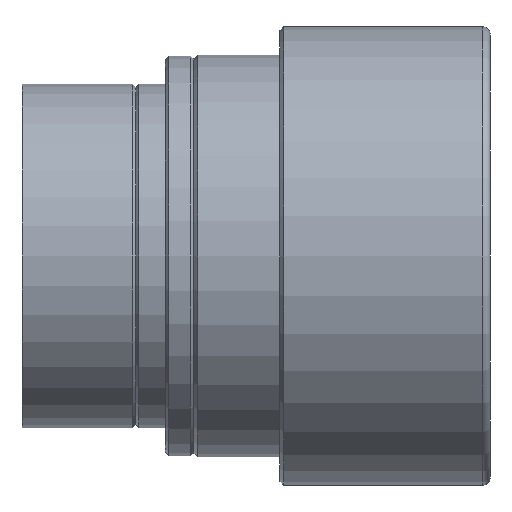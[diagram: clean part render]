
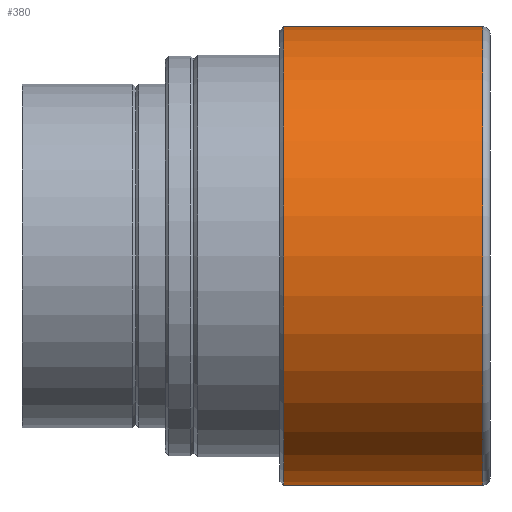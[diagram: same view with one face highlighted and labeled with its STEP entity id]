
A CAD part, front view. The second image highlights one B-rep face of the part: STEP entity #380.
In plain terms, the highlighted cylindrical face has radius 50.8 mm (diameter 101.6 mm), a full revolution.
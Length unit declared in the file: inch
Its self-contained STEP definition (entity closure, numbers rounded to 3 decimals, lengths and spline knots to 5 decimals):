
#165=CARTESIAN_POINT('',(-0.3367,2.64716,-0.35938));
#166=VERTEX_POINT('',#165);
#167=CARTESIAN_POINT('',(-0.3367,2.64716,-0.35938));
#168=CARTESIAN_POINT('',(-0.29147,2.64716,-0.35938));
#169=CARTESIAN_POINT('',(-0.24329,2.64888,-0.35032));
#170=CARTESIAN_POINT('',(-0.15478,2.65506,-0.31361));
#171=CARTESIAN_POINT('',(-0.11443,2.65942,-0.28597));
#172=CARTESIAN_POINT('',(-0.05073,2.66758,-0.22227));
#173=CARTESIAN_POINT('',(-0.02309,2.67191,-0.18192));
#174=CARTESIAN_POINT('',(0.01362,2.67802,-0.09341));
#175=CARTESIAN_POINT('',(0.02268,2.67971,-0.04523));
#176=CARTESIAN_POINT('',(0.02268,2.67971,0.04523));
#177=CARTESIAN_POINT('',(0.01362,2.67802,0.09341));
#178=CARTESIAN_POINT('',(-0.02309,2.67191,0.18192));
#179=CARTESIAN_POINT('',(-0.05073,2.66758,0.22227));
#180=CARTESIAN_POINT('',(-0.11443,2.65942,0.28597));
#181=CARTESIAN_POINT('',(-0.15478,2.65506,0.31361));
#182=CARTESIAN_POINT('',(-0.24329,2.64888,0.35032));
#183=CARTESIAN_POINT('',(-0.29147,2.64716,0.35938));
#184=CARTESIAN_POINT('',(-0.38193,2.64716,0.35938));
#185=CARTESIAN_POINT('',(-0.4301,2.64888,0.35032));
#186=CARTESIAN_POINT('',(-0.51862,2.65506,0.31361));
#187=CARTESIAN_POINT('',(-0.55896,2.65942,0.28597));
#188=CARTESIAN_POINT('',(-0.62267,2.66758,0.22227));
#189=CARTESIAN_POINT('',(-0.65031,2.67191,0.18192));
#190=CARTESIAN_POINT('',(-0.68701,2.67802,0.09341));
#191=CARTESIAN_POINT('',(-0.69607,2.67971,0.04523));
#192=CARTESIAN_POINT('',(-0.69607,2.67971,-0.04523));
#193=CARTESIAN_POINT('',(-0.68701,2.67802,-0.09341));
#194=CARTESIAN_POINT('',(-0.65031,2.67191,-0.18192));
#195=CARTESIAN_POINT('',(-0.62267,2.66758,-0.22227));
#196=CARTESIAN_POINT('',(-0.55896,2.65942,-0.28597));
#197=CARTESIAN_POINT('',(-0.51862,2.65506,-0.31361));
#198=CARTESIAN_POINT('',(-0.4301,2.64888,-0.35032));
#199=CARTESIAN_POINT('',(-0.38193,2.64716,-0.35938));
#200=CARTESIAN_POINT('',(-0.3367,2.64716,-0.35938));
#201=B_SPLINE_CURVE_WITH_KNOTS('',3,(#167,#168,#169,#170,#171,#172,#173,#174,#175,#176,#177,#178,#179,#180,#181,#182,#183,#184,#185,#186,#187,#188,#189,#190,#191,#192,#193,#194,#195,#196,#197,#198,#199,#200),.UNSPECIFIED.,.T.,.U.,(4,2,2,2,2,2,2,2,2,2,2,2,2,2,2,2,4),(0.0,0.34466,0.68931,1.03396,1.3786,1.72324,2.06789,2.41255,2.7572,3.10186,3.44651,3.79116,4.1358,4.48045,4.82509,5.16975,5.5144),.UNSPECIFIED.);
#202=EDGE_CURVE('',#166,#166,#201,.T.);
#343=CARTESIAN_POINT('',(-0.91482,2.67971,0.0));
#344=VERTEX_POINT('',#343);
#345=CARTESIAN_POINT('',(-0.91482,0.67971,0.0));
#346=DIRECTION('',(1.0,0.0,0.0));
#347=DIRECTION('',(0.0,1.0,0.0));
#348=AXIS2_PLACEMENT_3D('',#345,#346,#347);
#349=CIRCLE('',#348,2.);
#350=EDGE_CURVE('',#344,#344,#349,.T.);
#358=CARTESIAN_POINT('',(-0.04597,0.67971,0.0));
#359=DIRECTION('',(1.0,0.0,0.0));
#360=DIRECTION('',(0.0,1.0,0.0));
#361=AXIS2_PLACEMENT_3D('',#358,#359,#360);
#362=CYLINDRICAL_SURFACE('',#361,2.);
#363=CARTESIAN_POINT('',(0.82289,2.67971,0.0));
#364=VERTEX_POINT('',#363);
#365=CARTESIAN_POINT('',(0.82289,0.67971,0.0));
#366=DIRECTION('',(1.0,0.0,0.0));
#367=DIRECTION('',(0.0,1.0,0.0));
#368=AXIS2_PLACEMENT_3D('',#365,#366,#367);
#369=CIRCLE('',#368,2.);
#370=EDGE_CURVE('',#364,#364,#369,.T.);
#371=ORIENTED_EDGE('',*,*,#370,.F.);
#372=EDGE_LOOP('',(#371));
#373=FACE_OUTER_BOUND('',#372,.T.);
#374=ORIENTED_EDGE('',*,*,#202,.T.);
#375=EDGE_LOOP('',(#374));
#376=FACE_BOUND('',#375,.T.);
#377=ORIENTED_EDGE('',*,*,#350,.T.);
#378=EDGE_LOOP('',(#377));
#379=FACE_BOUND('',#378,.T.);
#380=ADVANCED_FACE('',(#373,#376,#379),#362,.T.);
